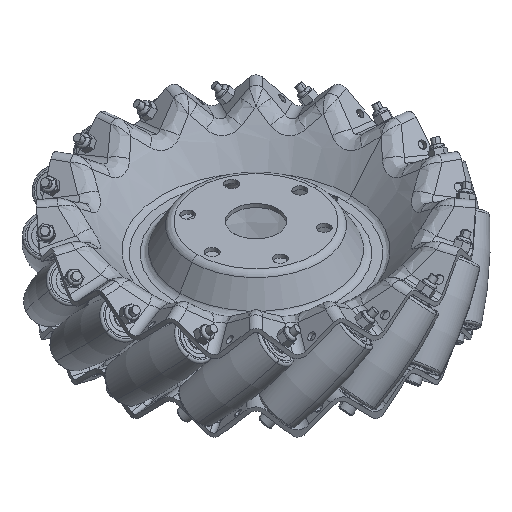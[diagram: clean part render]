
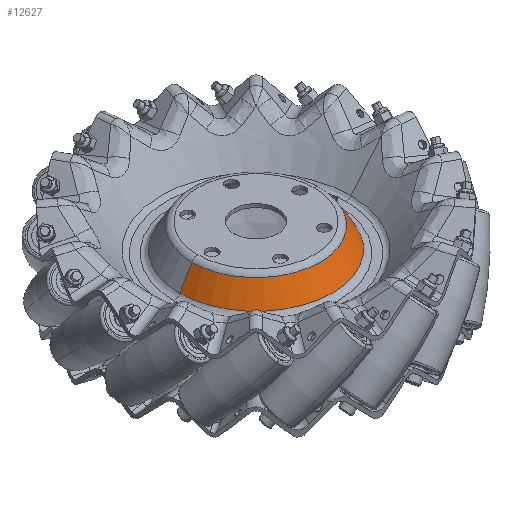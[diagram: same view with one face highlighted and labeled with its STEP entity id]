
A CAD part, isometric view. The second image highlights one B-rep face of the part: STEP entity #12627.
In plain terms, the highlighted conical face has half-angle 30 degrees and reference radius 35.907 mm.
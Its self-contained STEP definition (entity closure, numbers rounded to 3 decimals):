
#385 = CARTESIAN_POINT ( 'NONE',  ( 0., 0., 11.112 ) ) ;
#768 = CARTESIAN_POINT ( 'NONE',  ( 35.907, 0., 0. ) ) ;
#1404 = CARTESIAN_POINT ( 'NONE',  ( 0., 0., 1.588 ) ) ;
#1447 = DIRECTION ( 'NONE',  ( 1., 0., 0. ) ) ;
#1750 = AXIS2_PLACEMENT_3D ( 'NONE', #385, #13382, #2243 ) ;
#2010 = CARTESIAN_POINT ( 'NONE',  ( 34.991, 0., 1.588 ) ) ;
#2243 = DIRECTION ( 'NONE',  ( -1., 0., 0. ) ) ;
#2725 = ORIENTED_EDGE ( 'NONE', *, *, #21606, .T. ) ;
#2914 = VERTEX_POINT ( 'NONE', #17390 ) ;
#3252 = DIRECTION ( 'NONE',  ( 1., 0., 0. ) ) ;
#3300 = DIRECTION ( 'NONE',  ( 0., 0., -1. ) ) ;
#3620 = LINE ( 'NONE', #14042, #22125 ) ;
#4153 = VERTEX_POINT ( 'NONE', #14428 ) ;
#4774 = CIRCLE ( 'NONE', #1750, 29.492 ) ;
#5736 = ORIENTED_EDGE ( 'NONE', *, *, #10056, .T. ) ;
#7319 = CONICAL_SURFACE ( 'NONE', #23519, 35.907, 0.524 ) ;
#7943 = ORIENTED_EDGE ( 'NONE', *, *, #15348, .T. ) ;
#9021 = CIRCLE ( 'NONE', #16180, 34.991 ) ;
#10056 = EDGE_CURVE ( 'NONE', #18397, #4153, #4774, .T. ) ;
#10786 = EDGE_CURVE ( 'NONE', #18397, #11546, #22647, .T. ) ;
#11546 = VERTEX_POINT ( 'NONE', #2010 ) ;
#12627 = ADVANCED_FACE ( 'NONE', ( #17719 ), #7319, .T. ) ;
#13382 = DIRECTION ( 'NONE',  ( 0., 0., -1. ) ) ;
#13758 = DIRECTION ( 'NONE',  ( 0.5, 0., -0.866 ) ) ;
#14042 = CARTESIAN_POINT ( 'NONE',  ( -35.907, 0., 0. ) ) ;
#14391 = DIRECTION ( 'NONE',  ( 0., 0., 1. ) ) ;
#14428 = CARTESIAN_POINT ( 'NONE',  ( -29.492, 0., 11.112 ) ) ;
#15348 = EDGE_CURVE ( 'NONE', #2914, #11546, #9021, .T. ) ;
#16180 = AXIS2_PLACEMENT_3D ( 'NONE', #1404, #14391, #3252 ) ;
#16190 = DIRECTION ( 'NONE',  ( -0.5, 0., -0.866 ) ) ;
#16588 = EDGE_LOOP ( 'NONE', ( #5736, #2725, #7943, #22279 ) ) ;
#17390 = CARTESIAN_POINT ( 'NONE',  ( -34.991, 0., 1.588 ) ) ;
#17719 = FACE_OUTER_BOUND ( 'NONE', #16588, .T. ) ;
#17769 = VECTOR ( 'NONE', #13758, 1000. ) ;
#17811 = CARTESIAN_POINT ( 'NONE',  ( 0., 0., 0. ) ) ;
#18397 = VERTEX_POINT ( 'NONE', #18703 ) ;
#18703 = CARTESIAN_POINT ( 'NONE',  ( 29.492, 0., 11.112 ) ) ;
#21606 = EDGE_CURVE ( 'NONE', #4153, #2914, #3620, .T. ) ;
#22125 = VECTOR ( 'NONE', #16190, 1000. ) ;
#22279 = ORIENTED_EDGE ( 'NONE', *, *, #10786, .F. ) ;
#22647 = LINE ( 'NONE', #768, #17769 ) ;
#23519 = AXIS2_PLACEMENT_3D ( 'NONE', #17811, #3300, #1447 ) ;
